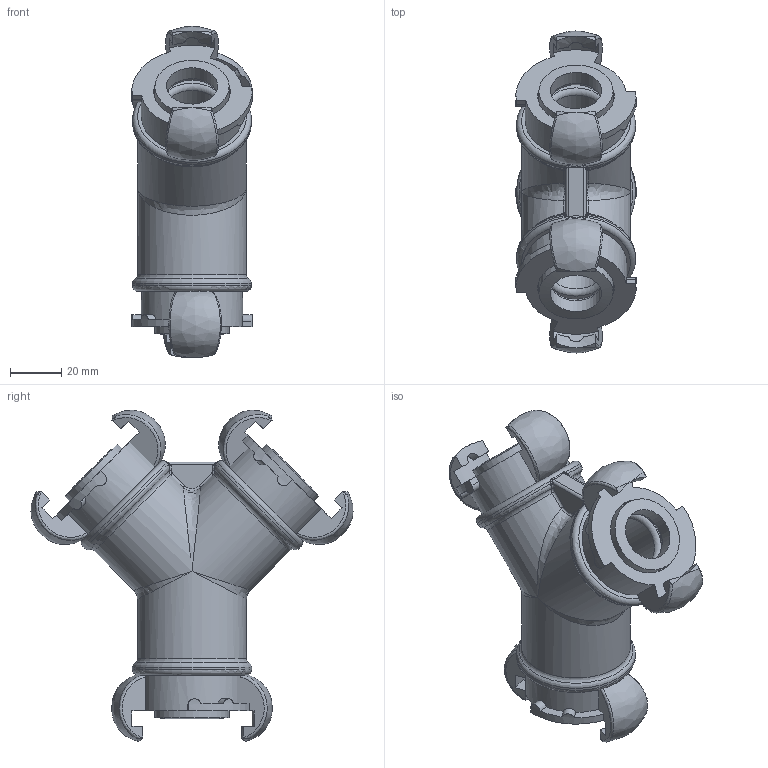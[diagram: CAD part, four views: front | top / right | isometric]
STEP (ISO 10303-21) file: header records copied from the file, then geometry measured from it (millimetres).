
FILE_DESCRIPTION(/* description */ (''),/* implementation_level */ '2;1');
FILE_NAME(/* name */ 'dwsg_10.stp',/* time_stamp */ '2022-09-17T07:19:40+02:00',/* author */ ('meier'),/* organization */ (''),/* preprocessor_version */ 'ST-DEVELOPER v18.1',/* originating_system */ 'Autodesk Inventor 2022',/* authorisation */ '0 mm^3');
FILE_SCHEMA (('AUTOMOTIVE_DESIGN { 1 0 10303 214 3 1 1 }'));
Length unit declared in the file: millimetre
Products named in the file (1): ENG-000619
Bounding box: 47 x 125.75 x 129.37 mm (x, y, z)
Volume: 147545.9 mm3; surface area: 52340.4 mm2
Topology: 1 solids, 4 shells, 247 faces, 627 edges, 387 vertices
Faces by surface type: cylinder 78, plane 78, bspline 49, torus 15, cone 15, sphere 12
Full cylindrical faces by diameter (mm): 20 x3, 21 x3, 29 x3, 30 x3, 30.291 x3, 33.249 x3, 34.5 x3, 35 x3, 42.5 x1, 46.5 x1
Entity records: 10283 total; most frequent: CARTESIAN_POINT 4373, ORIENTED_EDGE 1230, DIRECTION 1089, EDGE_CURVE 615, AXIS2_PLACEMENT_3D 455, VERTEX_POINT 387, EDGE_LOOP 268, STYLED_ITEM 248
